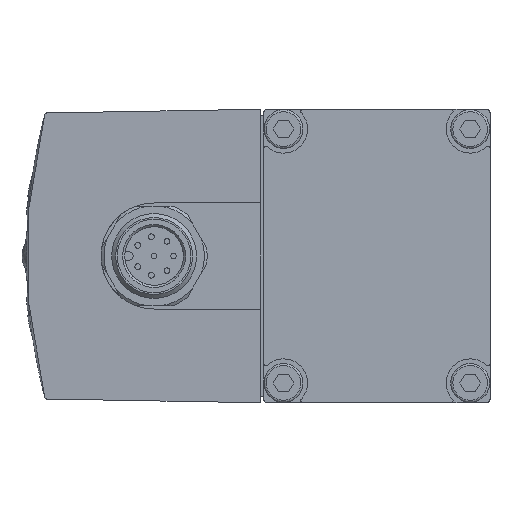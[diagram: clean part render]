
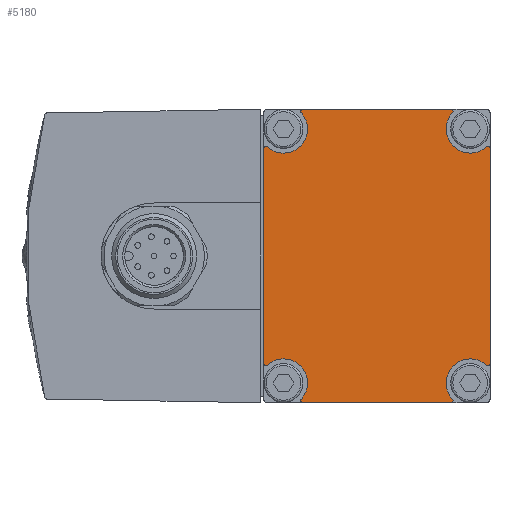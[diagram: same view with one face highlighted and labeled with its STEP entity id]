
A CAD part, left-side view. The second image highlights one B-rep face of the part: STEP entity #5180.
In plain terms, the highlighted planar face has unit normal (-1, 0, 0).
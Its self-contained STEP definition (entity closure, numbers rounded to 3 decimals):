
#47=PLANE('',#5422);
#212=LINE('',#7118,#517);
#213=LINE('',#7127,#518);
#214=LINE('',#7135,#519);
#215=LINE('',#7143,#520);
#517=VECTOR('',#5862,1000.);
#518=VECTOR('',#5869,1000.);
#519=VECTOR('',#5876,1000.);
#520=VECTOR('',#5883,1000.);
#865=CIRCLE('',#5423,0.3);
#866=CIRCLE('',#5424,3.4);
#867=CIRCLE('',#5425,0.3);
#868=CIRCLE('',#5426,0.3);
#869=CIRCLE('',#5427,3.4);
#870=CIRCLE('',#5428,0.3);
#871=CIRCLE('',#5429,0.3);
#872=CIRCLE('',#5430,3.4);
#873=CIRCLE('',#5431,0.3);
#874=CIRCLE('',#5432,0.3);
#875=CIRCLE('',#5433,3.4);
#876=CIRCLE('',#5434,0.3);
#1064=ORIENTED_EDGE('',*,*,#2075,.F.);
#1065=ORIENTED_EDGE('',*,*,#2076,.F.);
#1066=ORIENTED_EDGE('',*,*,#2077,.T.);
#1067=ORIENTED_EDGE('',*,*,#2078,.F.);
#1068=ORIENTED_EDGE('',*,*,#2079,.F.);
#1069=ORIENTED_EDGE('',*,*,#2080,.F.);
#1070=ORIENTED_EDGE('',*,*,#2081,.T.);
#1071=ORIENTED_EDGE('',*,*,#2082,.F.);
#1072=ORIENTED_EDGE('',*,*,#2083,.F.);
#1073=ORIENTED_EDGE('',*,*,#2084,.F.);
#1074=ORIENTED_EDGE('',*,*,#2085,.T.);
#1075=ORIENTED_EDGE('',*,*,#2086,.F.);
#1076=ORIENTED_EDGE('',*,*,#2087,.F.);
#1077=ORIENTED_EDGE('',*,*,#2088,.F.);
#1078=ORIENTED_EDGE('',*,*,#2089,.T.);
#1079=ORIENTED_EDGE('',*,*,#2090,.F.);
#2075=EDGE_CURVE('',#2581,#2582,#212,.T.);
#2076=EDGE_CURVE('',#2583,#2581,#865,.T.);
#2077=EDGE_CURVE('',#2583,#2584,#866,.T.);
#2078=EDGE_CURVE('',#2585,#2584,#867,.T.);
#2079=EDGE_CURVE('',#2586,#2585,#213,.T.);
#2080=EDGE_CURVE('',#2587,#2586,#868,.T.);
#2081=EDGE_CURVE('',#2587,#2588,#869,.T.);
#2082=EDGE_CURVE('',#2589,#2588,#870,.T.);
#2083=EDGE_CURVE('',#2590,#2589,#214,.T.);
#2084=EDGE_CURVE('',#2591,#2590,#871,.T.);
#2085=EDGE_CURVE('',#2591,#2592,#872,.T.);
#2086=EDGE_CURVE('',#2593,#2592,#873,.T.);
#2087=EDGE_CURVE('',#2594,#2593,#215,.T.);
#2088=EDGE_CURVE('',#2595,#2594,#874,.T.);
#2089=EDGE_CURVE('',#2595,#2596,#875,.T.);
#2090=EDGE_CURVE('',#2582,#2596,#876,.T.);
#2581=VERTEX_POINT('',#7119);
#2582=VERTEX_POINT('',#7120);
#2583=VERTEX_POINT('',#7122);
#2584=VERTEX_POINT('',#7124);
#2585=VERTEX_POINT('',#7126);
#2586=VERTEX_POINT('',#7128);
#2587=VERTEX_POINT('',#7130);
#2588=VERTEX_POINT('',#7132);
#2589=VERTEX_POINT('',#7134);
#2590=VERTEX_POINT('',#7136);
#2591=VERTEX_POINT('',#7138);
#2592=VERTEX_POINT('',#7140);
#2593=VERTEX_POINT('',#7142);
#2594=VERTEX_POINT('',#7144);
#2595=VERTEX_POINT('',#7146);
#2596=VERTEX_POINT('',#7148);
#2950=EDGE_LOOP('',(#1064,#1065,#1066,#1067,#1068,#1069,#1070,#1071,#1072,
#1073,#1074,#1075,#1076,#1077,#1078,#1079));
#3263=FACE_BOUND('',#2950,.T.);
#5180=ADVANCED_FACE('',(#3263),#47,.F.);
#5422=AXIS2_PLACEMENT_3D('',#7117,#5860,#5861);
#5423=AXIS2_PLACEMENT_3D('',#7121,#5863,#5864);
#5424=AXIS2_PLACEMENT_3D('',#7123,#5865,#5866);
#5425=AXIS2_PLACEMENT_3D('',#7125,#5867,#5868);
#5426=AXIS2_PLACEMENT_3D('',#7129,#5870,#5871);
#5427=AXIS2_PLACEMENT_3D('',#7131,#5872,#5873);
#5428=AXIS2_PLACEMENT_3D('',#7133,#5874,#5875);
#5429=AXIS2_PLACEMENT_3D('',#7137,#5877,#5878);
#5430=AXIS2_PLACEMENT_3D('',#7139,#5879,#5880);
#5431=AXIS2_PLACEMENT_3D('',#7141,#5881,#5882);
#5432=AXIS2_PLACEMENT_3D('',#7145,#5884,#5885);
#5433=AXIS2_PLACEMENT_3D('',#7147,#5886,#5887);
#5434=AXIS2_PLACEMENT_3D('',#7149,#5888,#5889);
#5860=DIRECTION('',(1.,0.,0.));
#5861=DIRECTION('',(0.,0.,-1.));
#5862=DIRECTION('',(0.,0.,1.));
#5863=DIRECTION('',(1.,0.,0.));
#5864=DIRECTION('',(0.,0.,-1.));
#5865=DIRECTION('',(1.,0.,0.));
#5866=DIRECTION('',(0.,0.,-1.));
#5867=DIRECTION('',(1.,0.,0.));
#5868=DIRECTION('',(0.,0.,-1.));
#5869=DIRECTION('',(0.,1.,0.));
#5870=DIRECTION('',(1.,0.,0.));
#5871=DIRECTION('',(0.,0.,-1.));
#5872=DIRECTION('',(1.,0.,0.));
#5873=DIRECTION('',(0.,0.,-1.));
#5874=DIRECTION('',(1.,0.,0.));
#5875=DIRECTION('',(0.,0.,-1.));
#5876=DIRECTION('',(0.,0.,-1.));
#5877=DIRECTION('',(1.,0.,0.));
#5878=DIRECTION('',(0.,0.,-1.));
#5879=DIRECTION('',(1.,0.,0.));
#5880=DIRECTION('',(0.,0.,-1.));
#5881=DIRECTION('',(1.,0.,0.));
#5882=DIRECTION('',(0.,0.,-1.));
#5883=DIRECTION('',(0.,-1.,0.));
#5884=DIRECTION('',(1.,0.,0.));
#5885=DIRECTION('',(0.,0.,-1.));
#5886=DIRECTION('',(1.,0.,0.));
#5887=DIRECTION('',(0.,0.,-1.));
#5888=DIRECTION('',(1.,0.,0.));
#5889=DIRECTION('',(0.,0.,-1.));
#7117=CARTESIAN_POINT('',(-110.4,31.5,20.25));
#7118=CARTESIAN_POINT('',(-110.4,32.,-20.25));
#7119=CARTESIAN_POINT('',(-110.4,32.,-15.222));
#7120=CARTESIAN_POINT('',(-110.4,32.,15.222));
#7121=CARTESIAN_POINT('',(-110.4,31.7,-15.222));
#7122=CARTESIAN_POINT('',(-110.4,31.497,-15.444));
#7123=CARTESIAN_POINT('',(-110.4,29.2,-17.95));
#7124=CARTESIAN_POINT('',(-110.4,26.694,-20.247));
#7125=CARTESIAN_POINT('',(-110.4,26.472,-20.45));
#7126=CARTESIAN_POINT('',(-110.4,26.472,-20.75));
#7127=CARTESIAN_POINT('',(-110.4,0.5,-20.75));
#7128=CARTESIAN_POINT('',(-110.4,5.528,-20.75));
#7129=CARTESIAN_POINT('',(-110.4,5.528,-20.45));
#7130=CARTESIAN_POINT('',(-110.4,5.306,-20.247));
#7131=CARTESIAN_POINT('',(-110.4,2.8,-17.95));
#7132=CARTESIAN_POINT('',(-110.4,0.503,-15.444));
#7133=CARTESIAN_POINT('',(-110.4,0.3,-15.222));
#7134=CARTESIAN_POINT('',(-110.4,0.,-15.222));
#7135=CARTESIAN_POINT('',(-110.4,0.,20.25));
#7136=CARTESIAN_POINT('',(-110.4,0.,15.222));
#7137=CARTESIAN_POINT('',(-110.4,0.3,15.222));
#7138=CARTESIAN_POINT('',(-110.4,0.503,15.444));
#7139=CARTESIAN_POINT('',(-110.4,2.8,17.95));
#7140=CARTESIAN_POINT('',(-110.4,5.306,20.247));
#7141=CARTESIAN_POINT('',(-110.4,5.528,20.45));
#7142=CARTESIAN_POINT('',(-110.4,5.528,20.75));
#7143=CARTESIAN_POINT('',(-110.4,31.5,20.75));
#7144=CARTESIAN_POINT('',(-110.4,26.472,20.75));
#7145=CARTESIAN_POINT('',(-110.4,26.472,20.45));
#7146=CARTESIAN_POINT('',(-110.4,26.694,20.247));
#7147=CARTESIAN_POINT('',(-110.4,29.2,17.95));
#7148=CARTESIAN_POINT('',(-110.4,31.497,15.444));
#7149=CARTESIAN_POINT('',(-110.4,31.7,15.222));
